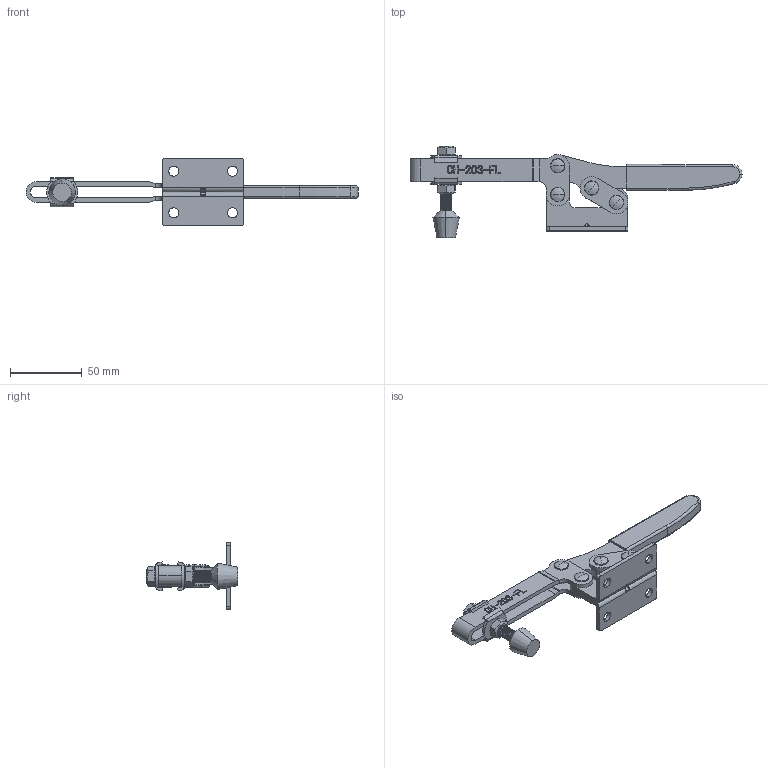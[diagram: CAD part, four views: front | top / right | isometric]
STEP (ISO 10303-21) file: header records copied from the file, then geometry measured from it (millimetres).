
FILE_DESCRIPTION (( 'STEP AP203' ), '1' );
FILE_NAME ('CH-203-FL.STEP', '2012-09-27T12:01:30', ( '微软用户' ), ( '微软中国' ), 'SwSTEP 2.0', 'SolidWorks 2010', '' );
FILE_SCHEMA (( 'CONFIG_CONTROL_DESIGN' ));
Length unit declared in the file: millimetre
Products named in the file (11): CH-203-FL; 56212; 03; 203-F-01; 203-FL-02; FW516; 56212-02; 203-F-03; 203-F-03-02; 203-F-04; 225-D-06
Assembly tree (16 placements, depth 3):
  CH-203-FL
    203-F-04  x2
    225-D-06  x4
    203-FL-02
    FW516  x2
    203-F-01
    56212-02  x2
    03
      203-F-03-02
      203-F-03
    56212
Bounding box: 231.49 x 63.5 x 47 mm (x, y, z)
Volume: 56964.5 mm3; surface area: 46323.2 mm2
Topology: 16 solids, 16 shells, 792 faces, 2102 edges, 1374 vertices
Faces by surface type: plane 288, cylinder 235, bspline 184, cone 39, torus 38, sphere 8
Entity records: 40853 total; most frequent: CARTESIAN_POINT 24273, ORIENTED_EDGE 3614, DIRECTION 2488, EDGE_CURVE 1807, VERTEX_POINT 1194, LINE 962, VECTOR 962, AXIS2_PLACEMENT_3D 763
